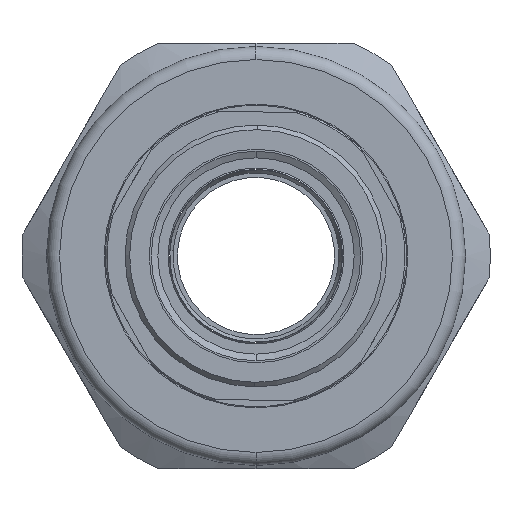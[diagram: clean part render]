
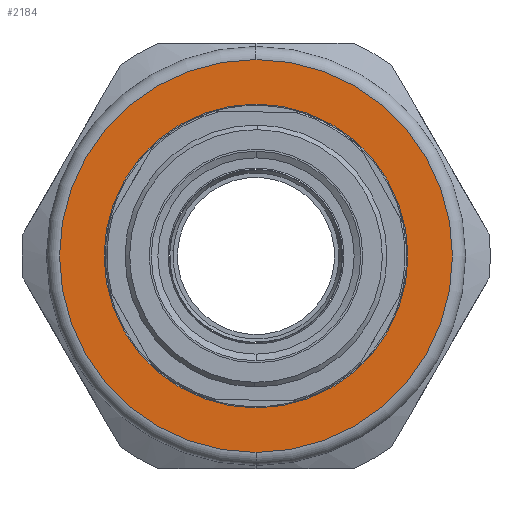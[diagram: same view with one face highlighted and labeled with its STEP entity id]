
A CAD part, left-side view. The second image highlights one B-rep face of the part: STEP entity #2184.
In plain terms, the highlighted planar face has unit normal (-1, 0, 0).
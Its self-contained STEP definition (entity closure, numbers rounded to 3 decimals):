
#82 = DIRECTION ( 'NONE',  ( 0., 0., -1. ) ) ;
#94 = CARTESIAN_POINT ( 'NONE',  ( -6.13, 0., 0. ) ) ;
#169 = CARTESIAN_POINT ( 'NONE',  ( -6.13, 0., -23.2 ) ) ;
#429 = ORIENTED_EDGE ( 'NONE', *, *, #2752, .F. ) ;
#458 = AXIS2_PLACEMENT_3D ( 'NONE', #516, #2688, #1197 ) ;
#501 = CARTESIAN_POINT ( 'NONE',  ( -6.13, 0., 0. ) ) ;
#516 = CARTESIAN_POINT ( 'NONE',  ( -6.13, 0., 0. ) ) ;
#715 = CIRCLE ( 'NONE', #2344, 23.2 ) ;
#757 = EDGE_CURVE ( 'NONE', #1594, #1962, #1030, .T. ) ;
#818 = FACE_OUTER_BOUND ( 'NONE', #1474, .T. ) ;
#896 = DIRECTION ( 'NONE',  ( 0., 0., -1. ) ) ;
#933 = CARTESIAN_POINT ( 'NONE',  ( -6.13, 0., 0. ) ) ;
#957 = ORIENTED_EDGE ( 'NONE', *, *, #757, .F. ) ;
#1030 = CIRCLE ( 'NONE', #1282, 30. ) ;
#1197 = DIRECTION ( 'NONE',  ( 0., 0., 1. ) ) ;
#1282 = AXIS2_PLACEMENT_3D ( 'NONE', #2358, #2372, #2624 ) ;
#1311 = DIRECTION ( 'NONE',  ( 1., 0., 0. ) ) ;
#1329 = AXIS2_PLACEMENT_3D ( 'NONE', #933, #2639, #896 ) ;
#1474 = EDGE_LOOP ( 'NONE', ( #429, #957 ) ) ;
#1562 = EDGE_CURVE ( 'NONE', #2535, #2132, #715, .T. ) ;
#1594 = VERTEX_POINT ( 'NONE', #2275 ) ;
#1670 = ORIENTED_EDGE ( 'NONE', *, *, #1865, .T. ) ;
#1691 = DIRECTION ( 'NONE',  ( 1., 0., 0. ) ) ;
#1865 = EDGE_CURVE ( 'NONE', #2132, #2535, #2628, .T. ) ;
#1951 = FACE_BOUND ( 'NONE', #3246, .T. ) ;
#1962 = VERTEX_POINT ( 'NONE', #1977 ) ;
#1977 = CARTESIAN_POINT ( 'NONE',  ( -6.13, 0., -30. ) ) ;
#2039 = ORIENTED_EDGE ( 'NONE', *, *, #1562, .T. ) ;
#2132 = VERTEX_POINT ( 'NONE', #169 ) ;
#2184 = ADVANCED_FACE ( 'NONE', ( #1951, #818 ), #2378, .T. ) ;
#2196 = DIRECTION ( 'NONE',  ( 0., 0., -1. ) ) ;
#2275 = CARTESIAN_POINT ( 'NONE',  ( -6.13, 0., 30. ) ) ;
#2344 = AXIS2_PLACEMENT_3D ( 'NONE', #94, #1311, #82 ) ;
#2358 = CARTESIAN_POINT ( 'NONE',  ( -6.13, 0., 0. ) ) ;
#2372 = DIRECTION ( 'NONE',  ( 1., 0., 0. ) ) ;
#2378 = PLANE ( 'NONE',  #458 ) ;
#2535 = VERTEX_POINT ( 'NONE', #2788 ) ;
#2562 = AXIS2_PLACEMENT_3D ( 'NONE', #501, #1691, #2196 ) ;
#2623 = CIRCLE ( 'NONE', #1329, 30. ) ;
#2624 = DIRECTION ( 'NONE',  ( 0., 0., -1. ) ) ;
#2628 = CIRCLE ( 'NONE', #2562, 23.2 ) ;
#2639 = DIRECTION ( 'NONE',  ( 1., 0., 0. ) ) ;
#2688 = DIRECTION ( 'NONE',  ( -1., 0., 0. ) ) ;
#2752 = EDGE_CURVE ( 'NONE', #1962, #1594, #2623, .T. ) ;
#2788 = CARTESIAN_POINT ( 'NONE',  ( -6.13, 0., 23.2 ) ) ;
#3246 = EDGE_LOOP ( 'NONE', ( #1670, #2039 ) ) ;
